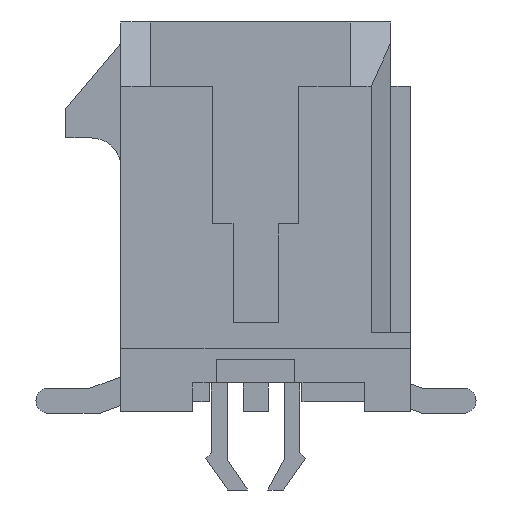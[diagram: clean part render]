
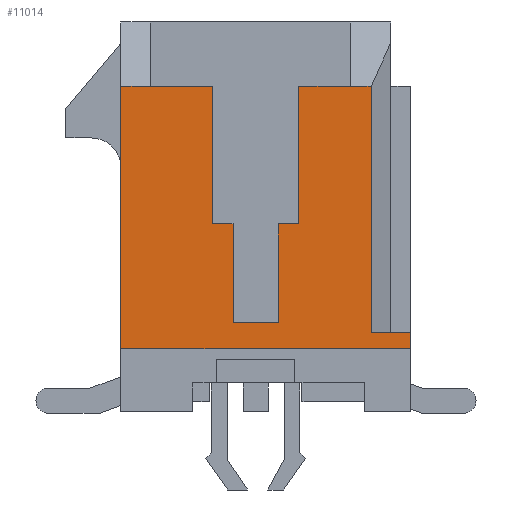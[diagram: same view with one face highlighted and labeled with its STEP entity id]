
A CAD part, left-side view. The second image highlights one B-rep face of the part: STEP entity #11014.
In plain terms, the highlighted planar face has unit normal (-1, 0, 0).
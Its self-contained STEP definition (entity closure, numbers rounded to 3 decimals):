
#1=DIRECTION('',(0.,0.,-1.));
#2=VECTOR('',#1,3.5);
#3=CARTESIAN_POINT('',(-16.825,-1.1,3.31));
#4=LINE('',#3,#2);
#5=DIRECTION('',(0.,1.,0.));
#6=VECTOR('',#5,1.31);
#7=CARTESIAN_POINT('',(-16.825,-2.41,3.31));
#8=LINE('',#7,#6);
#9=DIRECTION('',(0.,-1.,0.));
#10=VECTOR('',#9,0.53);
#11=CARTESIAN_POINT('',(-16.825,-2.41,3.31));
#12=LINE('',#11,#10);
#13=DIRECTION('',(0.,0.,-1.));
#14=VECTOR('',#13,6.27);
#15=CARTESIAN_POINT('',(-16.825,-2.94,3.31));
#16=LINE('',#15,#14);
#17=DIRECTION('',(0.,0.,-1.));
#18=VECTOR('',#17,0.4);
#19=CARTESIAN_POINT('',(-16.825,-3.94,-2.96));
#20=LINE('',#19,#18);
#21=DIRECTION('',(0.,1.,0.));
#22=VECTOR('',#21,7.37);
#23=CARTESIAN_POINT('',(-16.825,-3.94,-3.36));
#24=LINE('',#23,#22);
#25=DIRECTION('',(0.,0.,1.));
#26=VECTOR('',#25,6.67);
#27=CARTESIAN_POINT('',(-16.825,3.43,-3.36));
#28=LINE('',#27,#26);
#29=DIRECTION('',(0.,-1.,0.));
#30=VECTOR('',#29,0.75);
#31=CARTESIAN_POINT('',(-16.825,3.43,3.31));
#32=LINE('',#31,#30);
#33=DIRECTION('',(0.,1.,0.));
#34=VECTOR('',#33,1.58);
#35=CARTESIAN_POINT('',(-16.825,1.1,3.31));
#36=LINE('',#35,#34);
#37=DIRECTION('',(0.,0.,-1.));
#38=VECTOR('',#37,3.5);
#39=CARTESIAN_POINT('',(-16.825,1.1,3.31));
#40=LINE('',#39,#38);
#41=DIRECTION('',(0.,1.,0.));
#42=VECTOR('',#41,0.525);
#43=CARTESIAN_POINT('',(-16.825,0.575,-0.19));
#44=LINE('',#43,#42);
#45=DIRECTION('',(0.,0.,1.));
#46=VECTOR('',#45,2.5);
#47=CARTESIAN_POINT('',(-16.825,0.575,-2.69));
#48=LINE('',#47,#46);
#49=DIRECTION('',(0.,1.,0.));
#50=VECTOR('',#49,1.15);
#51=CARTESIAN_POINT('',(-16.825,-0.575,-2.69));
#52=LINE('',#51,#50);
#53=DIRECTION('',(0.,0.,-1.));
#54=VECTOR('',#53,2.5);
#55=CARTESIAN_POINT('',(-16.825,-0.575,-0.19));
#56=LINE('',#55,#54);
#57=DIRECTION('',(0.,1.,0.));
#58=VECTOR('',#57,0.525);
#59=CARTESIAN_POINT('',(-16.825,-1.1,-0.19));
#60=LINE('',#59,#58);
#8027=DIRECTION('',(0.,1.,0.));
#8028=VECTOR('',#8027,1.);
#8029=CARTESIAN_POINT('',(-16.825,-3.94,-2.96));
#8030=LINE('',#8029,#8028);
#8388=CARTESIAN_POINT('',(-16.825,3.43,3.31));
#8390=VERTEX_POINT('',#8388);
#8437=CARTESIAN_POINT('',(-16.825,-3.94,-2.96));
#8438=CARTESIAN_POINT('',(-16.825,-2.94,-2.96));
#8439=VERTEX_POINT('',#8437);
#8440=VERTEX_POINT('',#8438);
#8445=CARTESIAN_POINT('',(-16.825,2.68,3.31));
#8446=VERTEX_POINT('',#8445);
#8447=CARTESIAN_POINT('',(-16.825,-2.41,3.31));
#8448=VERTEX_POINT('',#8447);
#8717=CARTESIAN_POINT('',(-16.825,-1.1,3.31));
#8718=CARTESIAN_POINT('',(-16.825,-1.1,-0.19));
#8719=VERTEX_POINT('',#8717);
#8720=VERTEX_POINT('',#8718);
#8721=CARTESIAN_POINT('',(-16.825,-0.575,-0.19));
#8722=VERTEX_POINT('',#8721);
#8723=CARTESIAN_POINT('',(-16.825,-0.575,-2.69));
#8724=VERTEX_POINT('',#8723);
#8725=CARTESIAN_POINT('',(-16.825,0.575,-2.69));
#8726=VERTEX_POINT('',#8725);
#8727=CARTESIAN_POINT('',(-16.825,0.575,-0.19));
#8728=VERTEX_POINT('',#8727);
#8729=CARTESIAN_POINT('',(-16.825,1.1,-0.19));
#8730=VERTEX_POINT('',#8729);
#8731=CARTESIAN_POINT('',(-16.825,1.1,3.31));
#8732=VERTEX_POINT('',#8731);
#9837=CARTESIAN_POINT('',(-16.825,-3.94,-3.36));
#9838=CARTESIAN_POINT('',(-16.825,3.43,-3.36));
#9839=VERTEX_POINT('',#9837);
#9840=VERTEX_POINT('',#9838);
#9865=CARTESIAN_POINT('',(-16.825,-2.94,3.31));
#9866=VERTEX_POINT('',#9865);
#10975=CARTESIAN_POINT('',(-16.825,0.,0.));
#10976=DIRECTION('',(1.,0.,0.));
#10977=DIRECTION('',(0.,0.,-1.));
#10978=AXIS2_PLACEMENT_3D('',#10975,#10976,#10977);
#10979=PLANE('',#10978);
#10981=ORIENTED_EDGE('',*,*,#10980,.F.);
#10983=ORIENTED_EDGE('',*,*,#10982,.F.);
#10985=ORIENTED_EDGE('',*,*,#10984,.T.);
#10987=ORIENTED_EDGE('',*,*,#10986,.T.);
#10989=ORIENTED_EDGE('',*,*,#10988,.F.);
#10991=ORIENTED_EDGE('',*,*,#10990,.T.);
#10993=ORIENTED_EDGE('',*,*,#10992,.T.);
#10995=ORIENTED_EDGE('',*,*,#10994,.T.);
#10997=ORIENTED_EDGE('',*,*,#10996,.T.);
#10999=ORIENTED_EDGE('',*,*,#10998,.F.);
#11001=ORIENTED_EDGE('',*,*,#11000,.T.);
#11003=ORIENTED_EDGE('',*,*,#11002,.F.);
#11005=ORIENTED_EDGE('',*,*,#11004,.F.);
#11007=ORIENTED_EDGE('',*,*,#11006,.F.);
#11009=ORIENTED_EDGE('',*,*,#11008,.F.);
#11011=ORIENTED_EDGE('',*,*,#11010,.F.);
#11012=EDGE_LOOP('',(#10981,#10983,#10985,#10987,#10989,#10991,#10993,#10995,
#10997,#10999,#11001,#11003,#11005,#11007,#11009,#11011));
#11013=FACE_OUTER_BOUND('',#11012,.F.);
#11014=ADVANCED_FACE('',(#11013),#10979,.F.);
#10980=EDGE_CURVE('',#8719,#8720,#4,.T.);
#10982=EDGE_CURVE('',#8448,#8719,#8,.T.);
#10984=EDGE_CURVE('',#8448,#9866,#12,.T.);
#10986=EDGE_CURVE('',#9866,#8440,#16,.T.);
#10988=EDGE_CURVE('',#8439,#8440,#8030,.T.);
#10990=EDGE_CURVE('',#8439,#9839,#20,.T.);
#10992=EDGE_CURVE('',#9839,#9840,#24,.T.);
#10994=EDGE_CURVE('',#9840,#8390,#28,.T.);
#10996=EDGE_CURVE('',#8390,#8446,#32,.T.);
#10998=EDGE_CURVE('',#8732,#8446,#36,.T.);
#11000=EDGE_CURVE('',#8732,#8730,#40,.T.);
#11002=EDGE_CURVE('',#8728,#8730,#44,.T.);
#11004=EDGE_CURVE('',#8726,#8728,#48,.T.);
#11006=EDGE_CURVE('',#8724,#8726,#52,.T.);
#11008=EDGE_CURVE('',#8722,#8724,#56,.T.);
#11010=EDGE_CURVE('',#8720,#8722,#60,.T.);
